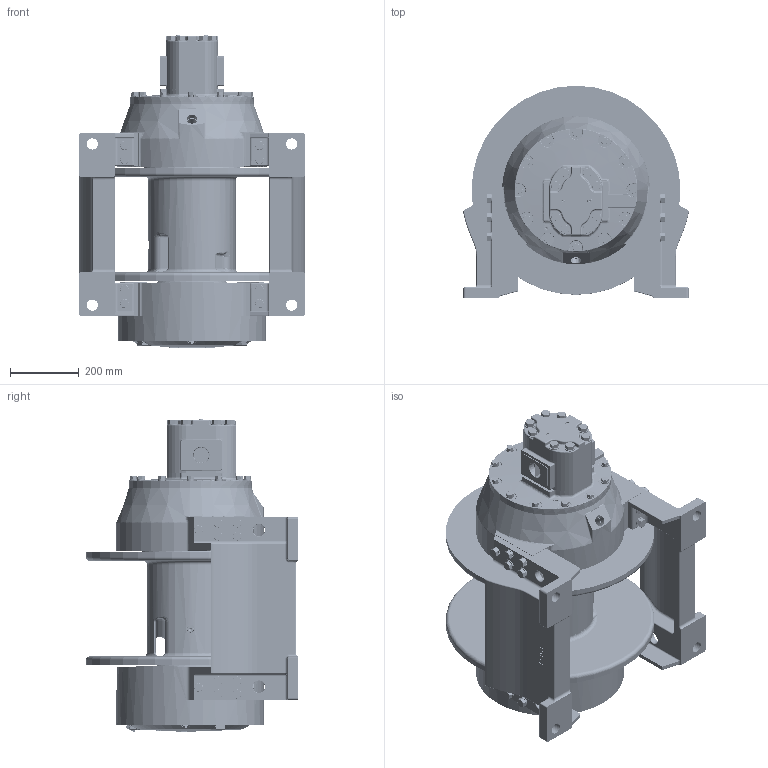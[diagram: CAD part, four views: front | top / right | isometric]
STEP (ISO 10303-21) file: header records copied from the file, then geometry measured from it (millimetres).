
FILE_DESCRIPTION((''),'2;1');
FILE_NAME('TWG-TEMP','2020-10-11T14:59:10',('Administrator'),(''),'CREO PARAMETRIC BY PTC INC, 2019292','CREO PARAMETRIC BY PTC INC, 2019292','');
FILE_SCHEMA(('AUTOMOTIVE_DESIGN { 1 0 10303 214 1 1 1 1 }'));
Products named in the file (1): TWG-TEMP
Bounding box: 657.23 x 619.12 x 912.97 mm (x, y, z)
Volume: 523.6 mm3; surface area: 5236000.5 mm2
Topology: 1 solids, 245 shells, 4429 faces, 15981 edges, 11317 vertices
Faces by surface type: cylinder 1457, plane 1254, cone 618, torus 436, bspline 341, extrusion 256, sphere 67
Entity records: 263099 total; most frequent: CARTESIAN_POINT 107701, ORIENTED_EDGE 25058, DIRECTION 22240, EDGE_CURVE 15821, VERTEX_POINT 11317, AXIS2_PLACEMENT_3D 8063, VECTOR 6111, B_SPLINE_CURVE_WITH_KNOTS 6001
